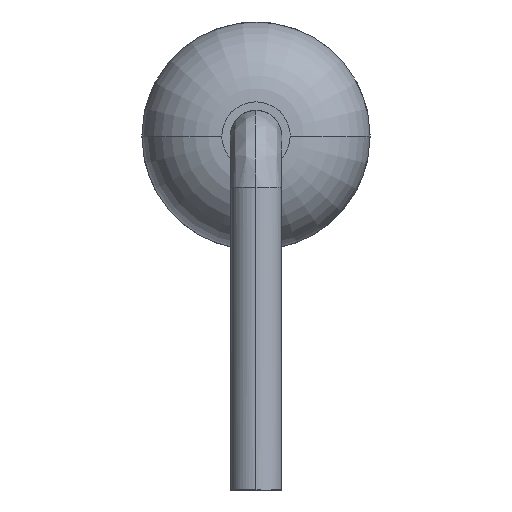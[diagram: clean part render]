
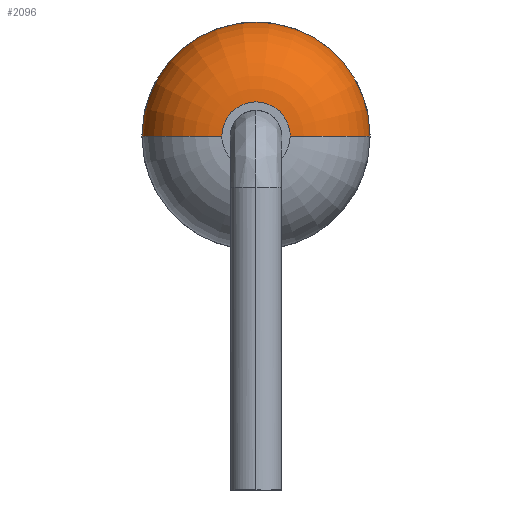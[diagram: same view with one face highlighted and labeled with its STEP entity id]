
A CAD part, left-side view. The second image highlights one B-rep face of the part: STEP entity #2096.
In plain terms, the highlighted toroidal (fillet/blend) face has major radius 0.299 mm and minor radius 0.7 mm.
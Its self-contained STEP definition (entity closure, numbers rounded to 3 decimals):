
#4 = DIRECTION ( 'NONE',  ( 1., 0., 0. ) ) ;
#13 = ORIENTED_EDGE ( 'NONE', *, *, #2080, .F. ) ;
#80 = CARTESIAN_POINT ( 'NONE',  ( 12.673, 82.999, 0. ) ) ;
#89 = AXIS2_PLACEMENT_3D ( 'NONE', #1158, #615, #439 ) ;
#109 = FACE_OUTER_BOUND ( 'NONE', #1344, .T. ) ;
#143 = CARTESIAN_POINT ( 'NONE',  ( 12., 81.701, 0.078 ) ) ;
#153 = CARTESIAN_POINT ( 'NONE',  ( 12., 82.299, 0. ) ) ;
#170 = DIRECTION ( 'NONE',  ( 0., 0., -1. ) ) ;
#177 = B_SPLINE_CURVE_WITH_KNOTS ( 'NONE', 3,
 ( #153, #1891, #1041, #1569, #665, #1368, #1225, #319, #143, #1030 ),
 .UNSPECIFIED., .F., .F.,
 ( 4, 2, 2, 2, 4 ),
 ( 0., 0.25, 0.5, 0.75, 1. ),
 .UNSPECIFIED. ) ;
#181 = VERTEX_POINT ( 'NONE', #211 ) ;
#211 = CARTESIAN_POINT ( 'NONE',  ( 12., 81.701, 0. ) ) ;
#319 = CARTESIAN_POINT ( 'NONE',  ( 12., 81.733, 0.156 ) ) ;
#398 = VERTEX_POINT ( 'NONE', #1753 ) ;
#439 = DIRECTION ( 'NONE',  ( 0., -1., 0. ) ) ;
#483 = AXIS2_PLACEMENT_3D ( 'NONE', #2014, #1886, #4 ) ;
#615 = DIRECTION ( 'NONE',  ( 1., 0., 0. ) ) ;
#658 = CARTESIAN_POINT ( 'NONE',  ( 12., 82.299, 0. ) ) ;
#665 = CARTESIAN_POINT ( 'NONE',  ( 12., 82.078, 0.299 ) ) ;
#714 = CARTESIAN_POINT ( 'NONE',  ( 12.7, 82.299, 0. ) ) ;
#782 = ORIENTED_EDGE ( 'NONE', *, *, #1343, .F. ) ;
#871 = ORIENTED_EDGE ( 'NONE', *, *, #1575, .T. ) ;
#917 = CIRCLE ( 'NONE', #1067, 0.999 ) ;
#1030 = CARTESIAN_POINT ( 'NONE',  ( 12., 81.701, 0. ) ) ;
#1041 = CARTESIAN_POINT ( 'NONE',  ( 12., 82.267, 0.156 ) ) ;
#1067 = AXIS2_PLACEMENT_3D ( 'NONE', #1501, #1131, #2019 ) ;
#1131 = DIRECTION ( 'NONE',  ( 1., 0., 0. ) ) ;
#1158 = CARTESIAN_POINT ( 'NONE',  ( 12.7, 82., 0. ) ) ;
#1163 = VERTEX_POINT ( 'NONE', #658 ) ;
#1225 = CARTESIAN_POINT ( 'NONE',  ( 12., 81.844, 0.267 ) ) ;
#1300 = TOROIDAL_SURFACE ( 'NONE', #89, 0.299, 0.7 ) ;
#1343 = EDGE_CURVE ( 'NONE', #1163, #1380, #2057, .T. ) ;
#1344 = EDGE_LOOP ( 'NONE', ( #782, #1839, #871, #13 ) ) ;
#1366 = CIRCLE ( 'NONE', #483, 0.7 ) ;
#1368 = CARTESIAN_POINT ( 'NONE',  ( 12., 81.922, 0.299 ) ) ;
#1380 = VERTEX_POINT ( 'NONE', #80 ) ;
#1501 = CARTESIAN_POINT ( 'NONE',  ( 12.673, 82., 0. ) ) ;
#1569 = CARTESIAN_POINT ( 'NONE',  ( 12., 82.156, 0.267 ) ) ;
#1575 = EDGE_CURVE ( 'NONE', #181, #398, #1366, .T. ) ;
#1733 = AXIS2_PLACEMENT_3D ( 'NONE', #714, #170, #2139 ) ;
#1753 = CARTESIAN_POINT ( 'NONE',  ( 12.673, 81.001, 0. ) ) ;
#1839 = ORIENTED_EDGE ( 'NONE', *, *, #2163, .T. ) ;
#1886 = DIRECTION ( 'NONE',  ( 0., 0., 1. ) ) ;
#1891 = CARTESIAN_POINT ( 'NONE',  ( 12., 82.299, 0.078 ) ) ;
#2014 = CARTESIAN_POINT ( 'NONE',  ( 12.7, 81.701, 0. ) ) ;
#2019 = DIRECTION ( 'NONE',  ( 0., 0., -1. ) ) ;
#2057 = CIRCLE ( 'NONE', #1733, 0.7 ) ;
#2080 = EDGE_CURVE ( 'NONE', #1380, #398, #917, .T. ) ;
#2096 = ADVANCED_FACE ( 'NONE', ( #109 ), #1300, .T. ) ;
#2139 = DIRECTION ( 'NONE',  ( 0., 1., 0. ) ) ;
#2163 = EDGE_CURVE ( 'NONE', #1163, #181, #177, .T. ) ;
